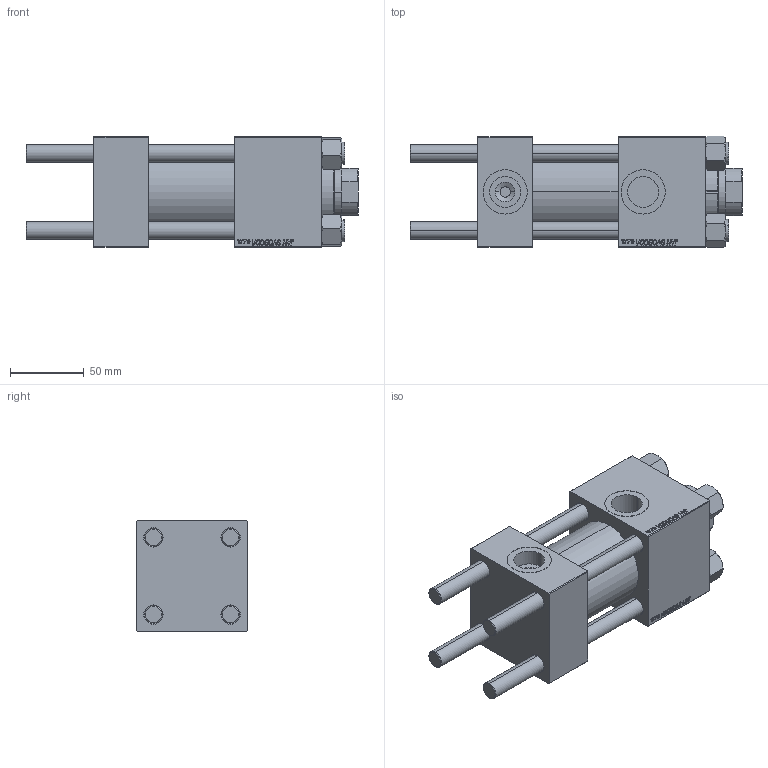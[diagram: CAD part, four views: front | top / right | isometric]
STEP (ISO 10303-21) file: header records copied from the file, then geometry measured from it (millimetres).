
FILE_DESCRIPTION (( 'STEP AP203' ), '1' );
FILE_NAME ('b9d7.STEP', '2022-04-16T12:03:02', ( '' ), ( '' ), 'SwSTEP 2.0', 'SolidWorks 2019', '' );
FILE_SCHEMA (( 'CONFIG_CONTROL_DESIGN' ));
Length unit declared in the file: millimetre
Products named in the file (6): CR025_012_A_0_G_A_G_M_020_+#_##_TYCINKA 1dd93cd6823350a51056c9c9bb89fa55; V215CR_BODY_A 1dd93cd6823350a51056c9c9bb89fa55; V215CR_VCP 1dd93cd6823350a51056c9c9bb89fa55; b9d7; V215_VC_A 1dd93cd6823350a51056c9c9bb89fa55; NUT_M5 1dd93cd6823350a51056c9c9bb89fa55
Assembly tree (11 placements, depth 2):
  b9d7
    V215CR_BODY_A 1dd93cd6823350a51056c9c9bb89fa55
    CR025_012_A_0_G_A_G_M_020_+#_##_TYCINKA 1dd93cd6823350a51056c9c9bb89fa55  x4
    NUT_M5 1dd93cd6823350a51056c9c9bb89fa55  x4
    V215CR_VCP 1dd93cd6823350a51056c9c9bb89fa55
    V215_VC_A 1dd93cd6823350a51056c9c9bb89fa55
Bounding box: 225 x 75.43 x 75 mm (x, y, z)
Volume: 719065.8 mm3; surface area: 172060.5 mm2
Topology: 11 solids, 11 shells, 1140 faces, 2866 edges, 1861 vertices
Faces by surface type: plane 522, bspline 392, cone 136, cylinder 82, torus 8
Entity records: 49998 total; most frequent: CARTESIAN_POINT 27000, ORIENTED_EDGE 5224, DIRECTION 3278, EDGE_CURVE 2612, VERTEX_POINT 1717, VECTOR 1584, LINE 1584, EDGE_LOOP 1149
